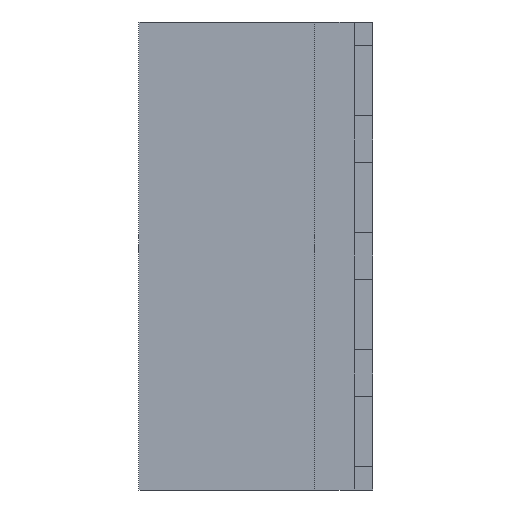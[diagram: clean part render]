
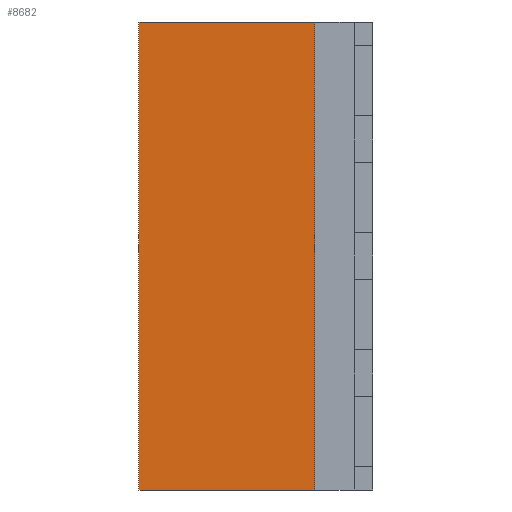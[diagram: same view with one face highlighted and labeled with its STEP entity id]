
A CAD part, left-side view. The second image highlights one B-rep face of the part: STEP entity #8682.
In plain terms, the highlighted planar face has unit normal (-1, 0, 0).
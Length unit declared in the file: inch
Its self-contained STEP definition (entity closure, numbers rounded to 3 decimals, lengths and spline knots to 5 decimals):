
#404 = VECTOR ( 'NONE', #8535, 39.37008 ) ;
#667 = ORIENTED_EDGE ( 'NONE', *, *, #7830, .T. ) ;
#1019 = VERTEX_POINT ( 'NONE', #7865 ) ;
#1322 = ORIENTED_EDGE ( 'NONE', *, *, #8569, .F. ) ;
#1354 = VECTOR ( 'NONE', #9008, 39.37008 ) ;
#1414 = FACE_OUTER_BOUND ( 'NONE', #2481, .T. ) ;
#1611 = EDGE_CURVE ( 'NONE', #1660, #8641, #5691, .T. ) ;
#1660 = VERTEX_POINT ( 'NONE', #2485 ) ;
#2084 = VECTOR ( 'NONE', #5746, 39.37008 ) ;
#2337 = VECTOR ( 'NONE', #9375, 39.37008 ) ;
#2402 = CARTESIAN_POINT ( 'NONE',  ( -1., 0.375, -1. ) ) ;
#2481 = EDGE_LOOP ( 'NONE', ( #667, #1322, #7330, #5104 ) ) ;
#2485 = CARTESIAN_POINT ( 'NONE',  ( -1., 0.375, -1. ) ) ;
#3718 = CARTESIAN_POINT ( 'NONE',  ( -1., -0.375, 1. ) ) ;
#4182 = VERTEX_POINT ( 'NONE', #3718 ) ;
#4192 = CARTESIAN_POINT ( 'NONE',  ( -1., -0.375, -1. ) ) ;
#4252 = PLANE ( 'NONE',  #4302 ) ;
#4302 = AXIS2_PLACEMENT_3D ( 'NONE', #9437, #6491, #7233 ) ;
#4516 = LINE ( 'NONE', #6375, #404 ) ;
#5104 = ORIENTED_EDGE ( 'NONE', *, *, #1611, .T. ) ;
#5272 = EDGE_CURVE ( 'NONE', #1660, #1019, #4516, .T. ) ;
#5691 = LINE ( 'NONE', #2402, #1354 ) ;
#5746 = DIRECTION ( 'NONE',  ( 0., 0., 1. ) ) ;
#5779 = CARTESIAN_POINT ( 'NONE',  ( -1., -0.375, -1. ) ) ;
#6375 = CARTESIAN_POINT ( 'NONE',  ( -1., 0.375, -1. ) ) ;
#6491 = DIRECTION ( 'NONE',  ( 1., 0., 0. ) ) ;
#7033 = CARTESIAN_POINT ( 'NONE',  ( -1., 0.375, 1. ) ) ;
#7233 = DIRECTION ( 'NONE',  ( 0., 0., -1. ) ) ;
#7330 = ORIENTED_EDGE ( 'NONE', *, *, #5272, .F. ) ;
#7830 = EDGE_CURVE ( 'NONE', #8641, #4182, #8986, .T. ) ;
#7865 = CARTESIAN_POINT ( 'NONE',  ( -1., 0.375, 1. ) ) ;
#8535 = DIRECTION ( 'NONE',  ( 0., 0., 1. ) ) ;
#8560 = LINE ( 'NONE', #7033, #2337 ) ;
#8569 = EDGE_CURVE ( 'NONE', #1019, #4182, #8560, .T. ) ;
#8641 = VERTEX_POINT ( 'NONE', #5779 ) ;
#8682 = ADVANCED_FACE ( 'NONE', ( #1414 ), #4252, .F. ) ;
#8986 = LINE ( 'NONE', #4192, #2084 ) ;
#9008 = DIRECTION ( 'NONE',  ( 0., -1., 0. ) ) ;
#9375 = DIRECTION ( 'NONE',  ( 0., -1., 0. ) ) ;
#9437 = CARTESIAN_POINT ( 'NONE',  ( -1., 0.375, -1. ) ) ;
